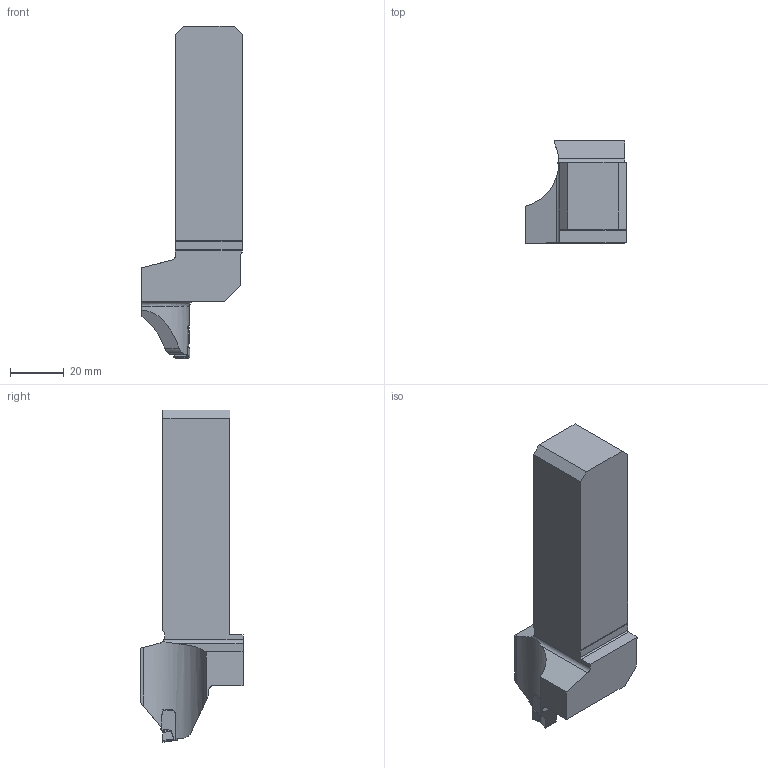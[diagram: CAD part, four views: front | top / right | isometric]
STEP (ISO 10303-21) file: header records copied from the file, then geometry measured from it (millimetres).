
FILE_DESCRIPTION(/* description */ (''),/* implementation_level */ '2;1');
FILE_NAME(/* name */ 'toolassembly_1.stp',/* time_stamp */ '2021-11-29T10:47:54+01:00',/* author */ (''),/* organization */ ('SMS'),/* preprocessor_version */ 'ST-DEVELOPER v16.7',/* originating_system */ 'SIEMENS PLM Software NX 12.0',/* authorisation */ '');
FILE_SCHEMA (('AUTOMOTIVE_DESIGN { 1 0 10303 214 3 1 1 1 }'));
Length unit declared in the file: millimetre
Products named in the file (4): ASSEMBLY_CONSTRUCTION; CUT_20211129104712; NOCUT_20211129104644; TOOLASSEMBLY_1
Assembly tree (3 placements, depth 2):
  TOOLASSEMBLY_1
    NOCUT_20211129104644
    CUT_20211129104712
    ASSEMBLY_CONSTRUCTION
Bounding box: 37.52 x 38.12 x 124 mm (x, y, z)
Volume: 73580.3 mm3; surface area: 14160.4 mm2
Topology: 2 solids, 2 shells, 104 faces, 279 edges, 180 vertices
Faces by surface type: plane 46, cylinder 30, bspline 23, extrusion 4, torus 1
Entity records: 5463 total; most frequent: CARTESIAN_POINT 2883, ORIENTED_EDGE 546, DIRECTION 475, EDGE_CURVE 273, VERTEX_POINT 174, AXIS2_PLACEMENT_3D 166, VECTOR 143, LINE 139
